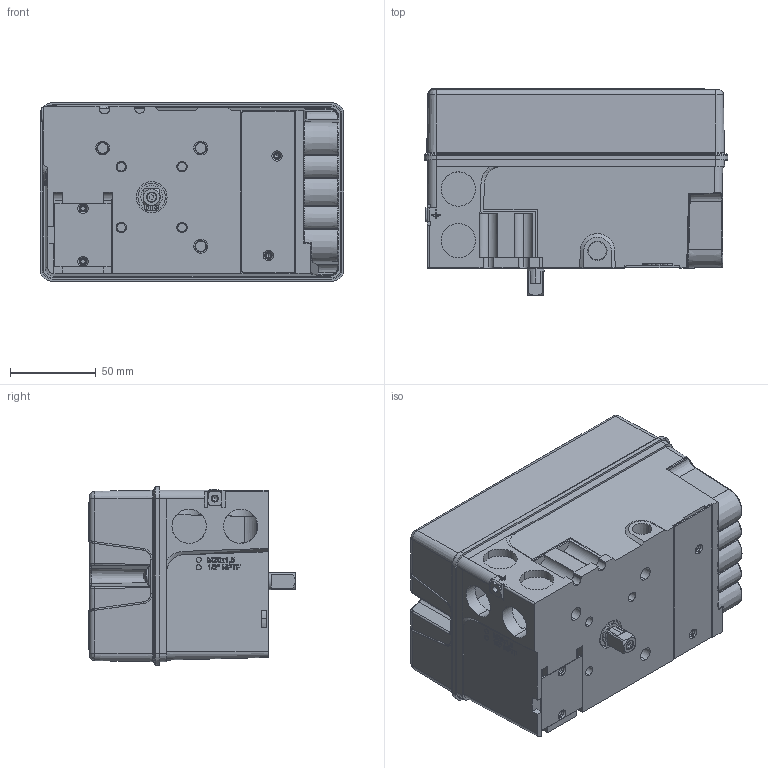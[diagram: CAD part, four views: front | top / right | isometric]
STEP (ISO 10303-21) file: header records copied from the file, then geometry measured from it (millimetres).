
FILE_DESCRIPTION (( 'STEP AP214' ), '1' );
FILE_NAME ('D30DHG2-U39PVB-U5T0MN.STEP', '2017-03-06T11:48:46', ( '' ), ( '' ), 'SwSTEP 2.0', 'SolidWorks 2015', '' );
FILE_SCHEMA (( 'AUTOMOTIVE_DESIGN' ));
Length unit declared in the file: millimetre
Products named in the file (10): D4-001 r10-Fylld.r2_2 electrical conduits; D30DHG2-U39PVB-U5T0MN; 3-S26_med skruv; D4-015; D4-016; D20-23_rev0; 29363; Spindle bearing 10x14x10; D4-005_09; Nya locket fyllt-skal
Assembly tree (9 placements, depth 2):
  D30DHG2-U39PVB-U5T0MN
    D4-001 r10-Fylld.r2_2 electrical conduits
    Nya locket fyllt-skal
    D4-005_09
    Spindle bearing 10x14x10
    29363
    D20-23_rev0
    D4-016
    D4-015
    3-S26_med skruv
Bounding box: 176.93 x 120.35 x 103.93 mm (x, y, z)
Volume: 983030.7 mm3; surface area: 164038.9 mm2
Topology: 8 solids, 13 shells, 1543 faces, 3952 edges, 2558 vertices
Faces by surface type: plane 772, cylinder 323, bspline 221, cone 218, torus 6, sphere 3
Entity records: 61241 total; most frequent: CARTESIAN_POINT 21746, ORIENTED_EDGE 7806, DIRECTION 6814, EDGE_CURVE 3930, VERTEX_POINT 2558, AXIS2_PLACEMENT_3D 2286, LINE 2242, VECTOR 2242
